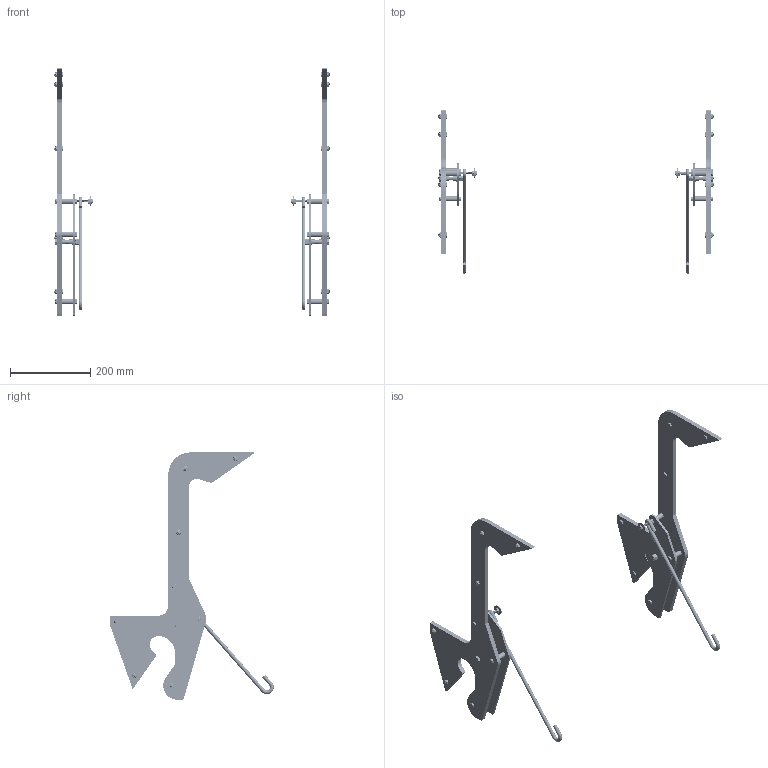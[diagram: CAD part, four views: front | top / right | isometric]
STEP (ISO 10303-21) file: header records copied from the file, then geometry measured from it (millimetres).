
FILE_DESCRIPTION (( 'STEP AP214' ), '1' );
FILE_NAME ('am-4689 Passive Hanger Hook Kit.STEP', '2022-01-27T23:23:59', ( '' ), ( '' ), 'SwSTEP 2.0', 'SolidWorks 2021', '' );
FILE_SCHEMA (( 'AUTOMOTIVE_DESIGN' ));
Length unit declared in the file: inch
Products named in the file (13): HHCS 14-20 X 750_91309A540; 3-8-16 x 2250 HHCS_91236A633; am-4689 Passive Hanger Hook Kit; HHCS 14-20 X 3500_91309A556; HHCS 14-20 X 2000_91236A550; Surgical Tubing Placeholder; 0375 x 500 Flanged Bushing; am-4689_back AM Version Everybot Hook Back Plate; am-4689_Hook AndyMark Everybot Hook; 3-8-16 NyLock Nut - Mcm 95615A140_95615A140; am-3944 0.5od 0.257id 1.125L Aluminium Spacer; 250 fender washer 91525A120; 14-20 NyLock thin - Mcm 90566A029_90566A029
Assembly tree (62 placements, depth 2):
  am-4689 Passive Hanger Hook Kit
    Surgical Tubing Placeholder  x2
    am-4689_Hook AndyMark Everybot Hook  x4
    am-3944 0.5od 0.257id 1.125L Aluminium Spacer  x6
    am-4689_back AM Version Everybot Hook Back Plate  x2
    HHCS 14-20 X 2000_91236A550  x4
    14-20 NyLock thin - Mcm 90566A029_90566A029  x20
    HHCS 14-20 X 750_91309A540  x10
    HHCS 14-20 X 3500_91309A556  x2
    250 fender washer 91525A120  x2
    0375 x 500 Flanged Bushing  x6
    3-8-16 x 2250 HHCS_91236A633  x2
    3-8-16 NyLock Nut - Mcm 95615A140_95615A140  x2
Bounding box: 688.98 x 408.12 x 617.58 mm (x, y, z)
Volume: 1673878.4 mm3; surface area: 705078.9 mm2
Topology: 96 solids, 96 shells, 3172 faces, 7682 edges, 4758 vertices
Faces by surface type: cylinder 1510, cone 898, plane 562, torus 148, bspline 54
Entity records: 36868 total; most frequent: CARTESIAN_POINT 22448, ORIENTED_EDGE 3164, DIRECTION 2596, EDGE_CURVE 1582, AXIS2_PLACEMENT_3D 1033, VERTEX_POINT 1008, EDGE_LOOP 660, FACE_OUTER_BOUND 613
